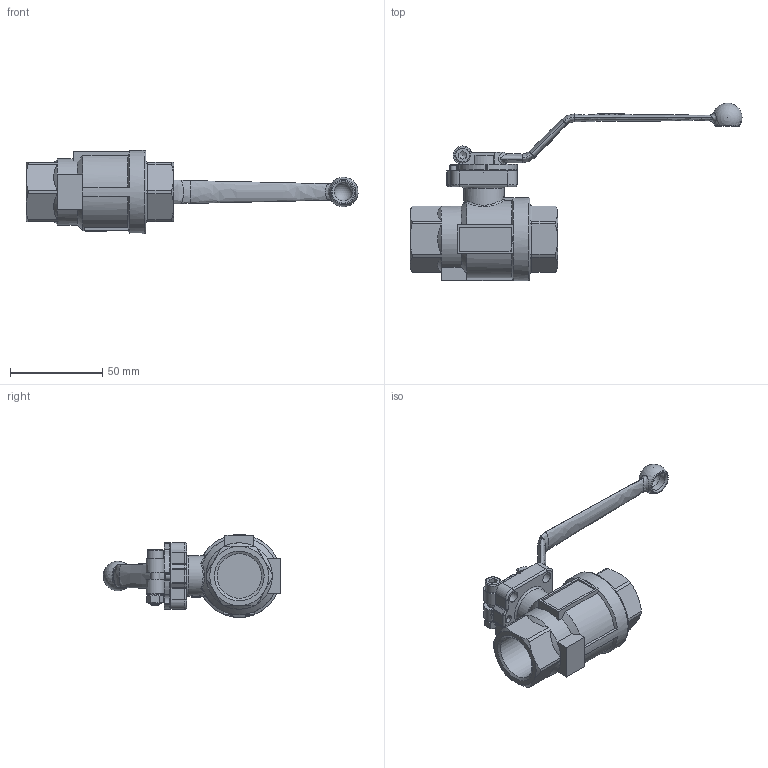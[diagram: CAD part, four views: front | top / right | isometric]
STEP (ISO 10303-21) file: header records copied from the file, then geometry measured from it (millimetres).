
FILE_DESCRIPTION (( 'STEP AP214' ), '1' );
FILE_NAME ('DVGW-K2-034-G16-4 Pro Kugelhahn sowo 2205.STEP', '2022-05-09T09:00:06', ( '' ), ( '' ), 'SwSTEP 2.0', 'SolidWorks 2019', '' );
FILE_SCHEMA (( 'AUTOMOTIVE_DESIGN' ));
Length unit declared in the file: millimetre
Products named in the file (1): DVGW-K2-034-G16-4 Pro Kugelhahn sowo 2205
Bounding box: 179.93 x 96.22 x 45 mm (x, y, z)
Volume: 103893.3 mm3; surface area: 27186.6 mm2
Topology: 1 solids, 1 shells, 511 faces, 1374 edges, 890 vertices
Faces by surface type: plane 241, bspline 104, cylinder 102, cone 38, torus 20, sphere 6
Full cylindrical faces by diameter (mm): 4 x1, 5 x2, 5.5 x2, 6 x4, 8.5 x1, 10 x1, 21.036 x1, 22 x1, 24.117 x1, 24.12 x1, 45 x1
Entity records: 18852 total; most frequent: CARTESIAN_POINT 7048, ORIENTED_EDGE 2638, DIRECTION 2016, EDGE_CURVE 1319, VERTEX_POINT 872, AXIS2_PLACEMENT_3D 685, LINE 646, VECTOR 646
